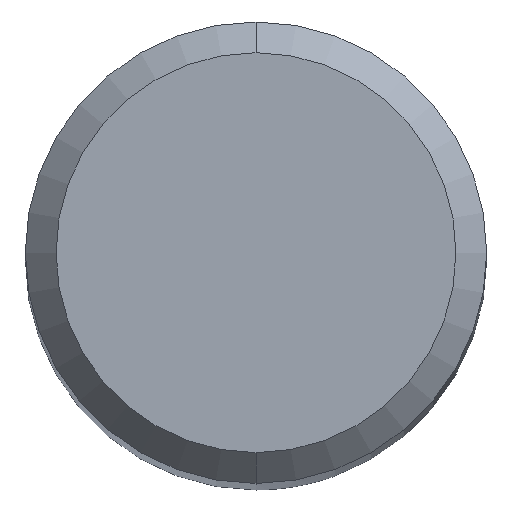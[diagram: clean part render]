
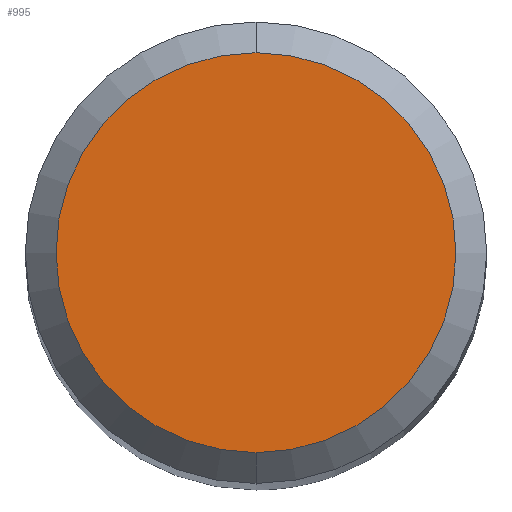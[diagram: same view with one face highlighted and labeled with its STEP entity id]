
A CAD part, top view. The second image highlights one B-rep face of the part: STEP entity #995.
In plain terms, the highlighted planar face has unit normal (0, 0, 1).
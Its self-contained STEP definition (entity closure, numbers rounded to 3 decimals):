
#589=VERTEX_POINT('',#1316);
#873=VERTEX_POINT('',#1629);
#971=EDGE_CURVE('',#873,#589,#1734,.T.);
#995=ADVANCED_FACE('',(#1760),#1761,.T.);
#1019=EDGE_CURVE('',#589,#873,#1787,.T.);
#1316=CARTESIAN_POINT('',(0.,-2.6,0.0));
#1629=CARTESIAN_POINT('',(0.0,2.6,0.0));
#1734=CIRCLE('',#7366,2.6);
#1760=FACE_OUTER_BOUND('',#8536,.T.);
#1761=PLANE('',#8537);
#1787=CIRCLE('',#8644,2.6);
#7366=AXIS2_PLACEMENT_3D('',#10859,#10860,#10861);
#8536=EDGE_LOOP('',(#10889,#10890));
#8537=AXIS2_PLACEMENT_3D('',#10891,#10892,#10893);
#8644=AXIS2_PLACEMENT_3D('',#10924,#10925,#10926);
#10859=CARTESIAN_POINT('',(0.0,0.0,0.0));
#10860=DIRECTION('',(0.0,0.0,-1.0));
#10861=DIRECTION('',(0.0,1.0,0.0));
#10889=ORIENTED_EDGE('',*,*,#971,.F.);
#10890=ORIENTED_EDGE('',*,*,#1019,.F.);
#10891=CARTESIAN_POINT('',(0.0,1.3,0.0));
#10892=DIRECTION('',(-0.0,0.0,1.0));
#10893=DIRECTION('',(0.0,-1.0,0.0));
#10924=CARTESIAN_POINT('',(0.0,0.0,0.0));
#10925=DIRECTION('',(0.0,0.0,-1.0));
#10926=DIRECTION('',(0.0,1.0,0.0));
